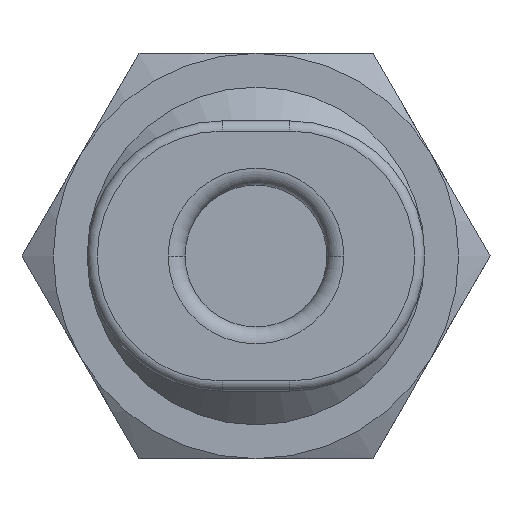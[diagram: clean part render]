
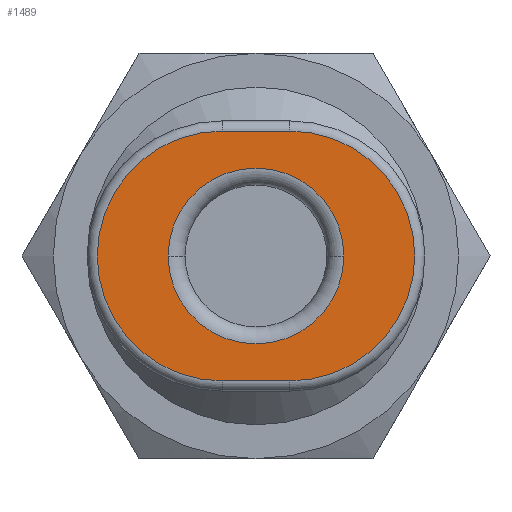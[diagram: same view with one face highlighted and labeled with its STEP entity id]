
A CAD part, front view. The second image highlights one B-rep face of the part: STEP entity #1489.
In plain terms, the highlighted planar face has unit normal (0, -1, 0).
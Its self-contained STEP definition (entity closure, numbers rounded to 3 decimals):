
#707=CARTESIAN_POINT('',(2.6,-13.5,0.));
#708=VERTEX_POINT('',#707);
#716=CARTESIAN_POINT('',(-2.6,-13.5,0.));
#717=VERTEX_POINT('',#716);
#718=CARTESIAN_POINT('',(0.0,-13.5,0.0));
#719=DIRECTION('',(0.0,-1.0,0.0));
#720=DIRECTION('',(1.0,0.0,0.0));
#721=AXIS2_PLACEMENT_3D('',#718,#719,#720);
#722=CIRCLE('',#721,2.6);
#723=EDGE_CURVE('',#708,#717,#722,.T.);
#1434=CARTESIAN_POINT('',(0.0,-13.5,0.0));
#1435=DIRECTION('',(0.0,-1.0,0.0));
#1436=DIRECTION('',(1.0,0.0,0.0));
#1437=AXIS2_PLACEMENT_3D('',#1434,#1435,#1436);
#1438=CIRCLE('',#1437,2.6);
#1439=EDGE_CURVE('',#717,#708,#1438,.T.);
#1444=CARTESIAN_POINT('',(0.,-13.5,0.0));
#1445=DIRECTION('',(0.0,1.0,0.0));
#1446=DIRECTION('',(1.0,0.0,0.0));
#1447=AXIS2_PLACEMENT_3D('',#1444,#1445,#1446);
#1448=PLANE('',#1447);
#1449=CARTESIAN_POINT('',(-1.0,-13.5,-3.7));
#1450=VERTEX_POINT('',#1449);
#1451=CARTESIAN_POINT('',(-1.,-13.5,3.7));
#1452=VERTEX_POINT('',#1451);
#1453=CARTESIAN_POINT('',(-1.0,-13.5,0.0));
#1454=DIRECTION('',(0.0,1.0,0.0));
#1455=DIRECTION('',(-1.0,0.0,0.0));
#1456=AXIS2_PLACEMENT_3D('',#1453,#1454,#1455);
#1457=CIRCLE('',#1456,3.7);
#1458=EDGE_CURVE('',#1450,#1452,#1457,.T.);
#1459=ORIENTED_EDGE('',*,*,#1458,.F.);
#1460=CARTESIAN_POINT('',(1.0,-13.5,-3.7));
#1461=VERTEX_POINT('',#1460);
#1462=CARTESIAN_POINT('',(1.0,-13.5,-3.7));
#1463=DIRECTION('',(-1.0,0.0,0.0));
#1464=VECTOR('',#1463,2.0);
#1465=LINE('',#1462,#1464);
#1466=EDGE_CURVE('',#1461,#1450,#1465,.T.);
#1467=ORIENTED_EDGE('',*,*,#1466,.F.);
#1468=CARTESIAN_POINT('',(1.,-13.5,3.7));
#1469=VERTEX_POINT('',#1468);
#1470=CARTESIAN_POINT('',(1.0,-13.5,0.0));
#1471=DIRECTION('',(0.,1.0,0.));
#1472=DIRECTION('',(1.0,0.,0.));
#1473=AXIS2_PLACEMENT_3D('',#1470,#1471,#1472);
#1474=CIRCLE('',#1473,3.7);
#1475=EDGE_CURVE('',#1469,#1461,#1474,.T.);
#1476=ORIENTED_EDGE('',*,*,#1475,.F.);
#1477=CARTESIAN_POINT('',(-1.,-13.5,3.7));
#1478=DIRECTION('',(1.0,0.0,0.0));
#1479=VECTOR('',#1478,2.);
#1480=LINE('',#1477,#1479);
#1481=EDGE_CURVE('',#1452,#1469,#1480,.T.);
#1482=ORIENTED_EDGE('',*,*,#1481,.F.);
#1483=EDGE_LOOP('',(#1459,#1467,#1476,#1482));
#1484=FACE_OUTER_BOUND('',#1483,.T.);
#1485=ORIENTED_EDGE('',*,*,#1439,.F.);
#1486=ORIENTED_EDGE('',*,*,#723,.F.);
#1487=EDGE_LOOP('',(#1485,#1486));
#1488=FACE_BOUND('',#1487,.T.);
#1489=ADVANCED_FACE('',(#1484,#1488),#1448,.F.);
